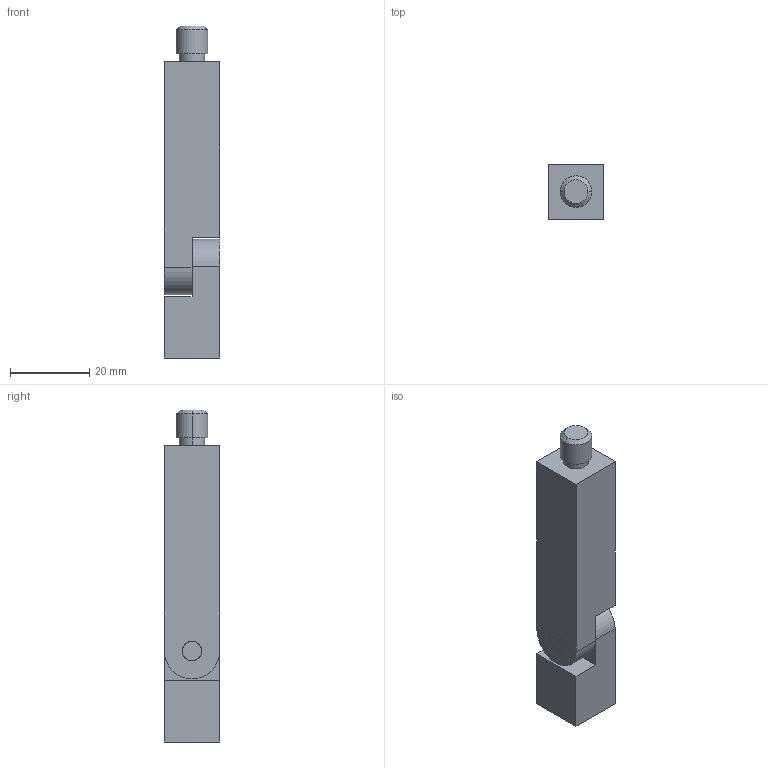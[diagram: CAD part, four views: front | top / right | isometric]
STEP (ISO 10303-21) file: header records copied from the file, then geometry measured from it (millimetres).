
FILE_DESCRIPTION (( 'STEP AP203' ), '1' );
FILE_NAME ('A_4812-040.STEP', '2023-01-09T11:43:31', ( '' ), ( '' ), 'SwSTEP 2.0', 'SolidWorks 2019', '' );
FILE_SCHEMA (( 'CONFIG_CONTROL_DESIGN' ));
Length unit declared in the file: millimetre
Products named in the file (4): A_4812-040; A_4812-040.P2; A_4812-040.P1; SKRUTKA stn iso 7380_M6x10
Assembly tree (3 placements, depth 2):
  A_4812-040
    A_4812-040.P1
    A_4812-040.P2
    SKRUTKA stn iso 7380_M6x10
Bounding box: 14 x 14 x 84 mm (x, y, z)
Volume: 14184.5 mm3; surface area: 6255.6 mm2
Topology: 3 solids, 3 shells, 68 faces, 159 edges, 98 vertices
Faces by surface type: plane 31, cone 18, cylinder 17, torus 2
Entity records: 2383 total; most frequent: CARTESIAN_POINT 413, DIRECTION 345, ORIENTED_EDGE 310, EDGE_CURVE 155, AXIS2_PLACEMENT_3D 134, VERTEX_POINT 98, VECTOR 77, EDGE_LOOP 77
